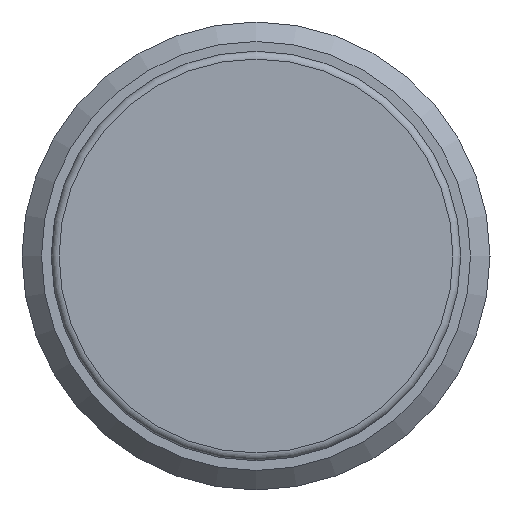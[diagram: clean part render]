
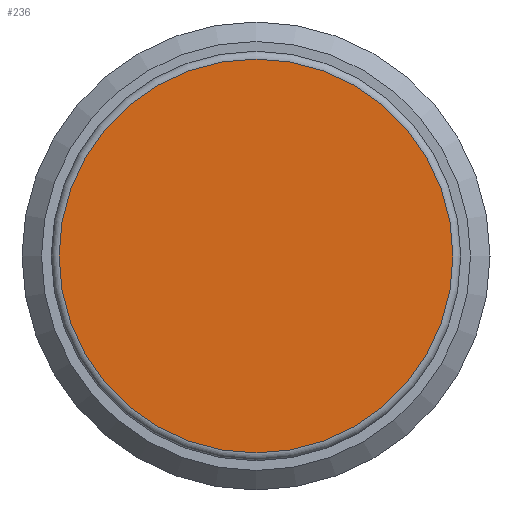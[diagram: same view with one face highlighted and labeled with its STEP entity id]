
A CAD part, left-side view. The second image highlights one B-rep face of the part: STEP entity #236.
In plain terms, the highlighted planar face has unit normal (-1, 0, 0).
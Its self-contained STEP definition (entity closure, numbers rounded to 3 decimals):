
#236 = ADVANCED_FACE( '', ( #332 ), #333, .F. );
#332 = FACE_OUTER_BOUND( '', #570, .T. );
#333 = PLANE( '', #571 );
#570 = EDGE_LOOP( '', ( #811 ) );
#571 = AXIS2_PLACEMENT_3D( '', #812, #813, #814 );
#811 = ORIENTED_EDGE( '', *, *, #1371, .T. );
#812 = CARTESIAN_POINT( '', ( 0., 0., 0. ) );
#813 = DIRECTION( '', ( 1., 0., 0. ) );
#814 = DIRECTION( '', ( 0., 0., -1. ) );
#1371 = EDGE_CURVE( '', #1520, #1520, #1521, .F. );
#1520 = VERTEX_POINT( '', #1784 );
#1521 = CIRCLE( '', #1785, 5.05 );
#1784 = CARTESIAN_POINT( '', ( 0., 0., -5.05 ) );
#1785 = AXIS2_PLACEMENT_3D( '', #2248, #2249, #2250 );
#2248 = CARTESIAN_POINT( '', ( 0., 0., 0. ) );
#2249 = DIRECTION( '', ( 1., 0., 0. ) );
#2250 = DIRECTION( '', ( 0., 0., -1. ) );
